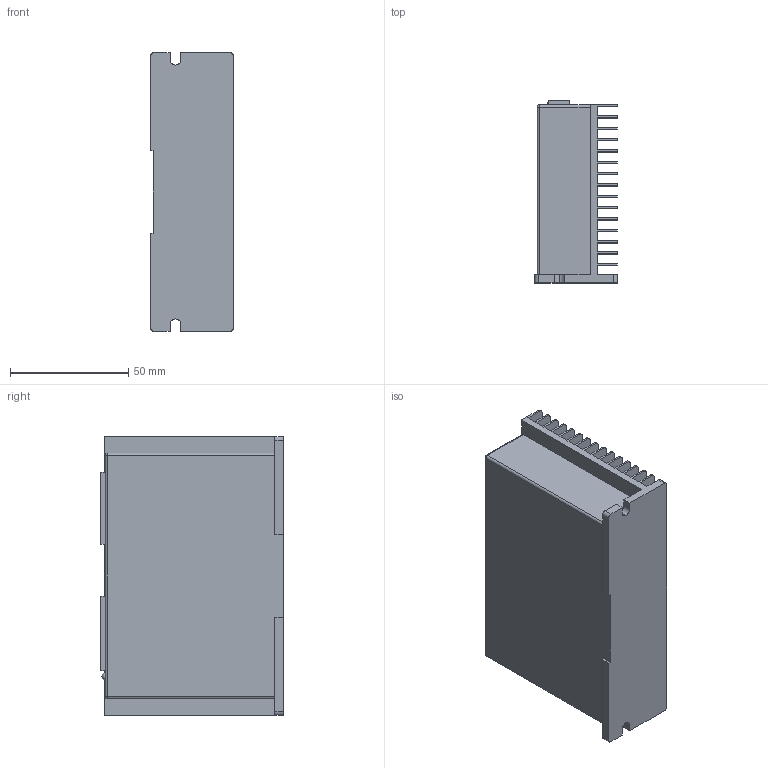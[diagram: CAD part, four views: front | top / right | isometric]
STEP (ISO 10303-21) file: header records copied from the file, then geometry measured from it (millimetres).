
FILE_DESCRIPTION (( 'STEP AP203' ), '1' );
FILE_NAME ('DQ542MA Stepper Motor Driver.STEP', '2016-09-02T18:17:29', ( '' ), ( '' ), 'SwSTEP 2.0', 'SolidWorks 2014', '' );
FILE_SCHEMA (( 'CONFIG_CONTROL_DESIGN' ));
Length unit declared in the file: millimetre
Products named in the file (1): DQ542MA Stepper Motor Driver
Bounding box: 35 x 77.2 x 118 mm (x, y, z)
Volume: 220608.1 mm3; surface area: 60759.7 mm2
Topology: 1 solids, 1 shells, 152 faces, 434 edges, 286 vertices
Faces by surface type: plane 102, cylinder 46, sphere 4
Entity records: 4951 total; most frequent: CARTESIAN_POINT 861, ORIENTED_EDGE 852, DIRECTION 824, EDGE_CURVE 426, VECTOR 334, LINE 334, VERTEX_POINT 282, AXIS2_PLACEMENT_3D 245
